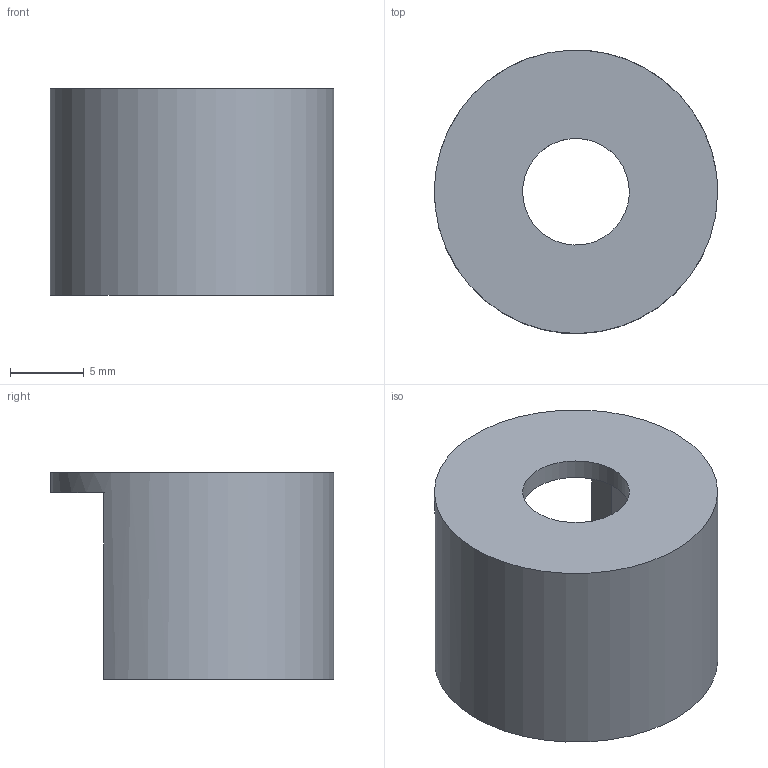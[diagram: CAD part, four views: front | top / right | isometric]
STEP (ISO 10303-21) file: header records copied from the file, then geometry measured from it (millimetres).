
FILE_DESCRIPTION(/* description */ (''),/* implementation_level */ '2;1');
FILE_NAME(/* name */ 'POTCover',/* time_stamp */ '2024-06-10T04:13:20+01:00',/* author */ (''),/* organization */ (''),/* preprocessor_version */ 'ST-DEVELOPER v16.5',/* originating_system */ 'Rhino 7.37',/* authorisation */ '');
FILE_SCHEMA (('CONFIG_CONTROL_DESIGN'));
Length unit declared in the file: millimetre
Products named in the file (1): Document
Bounding box: 19.2 x 19.19 x 14 mm (x, y, z)
Volume: 861.8 mm3; surface area: 1651.8 mm2
Topology: 1 solids, 1 shells, 9 faces, 21 edges, 14 vertices
Faces by surface type: plane 5, cylinder 4
Full cylindrical faces by diameter (mm): 7.223 x1, 19.2 x1
Entity records: 343 total; most frequent: CARTESIAN_POINT 111, ORIENTED_EDGE 42, EDGE_CURVE 21, VERTEX_POINT 14, DIRECTION 12, EDGE_LOOP 11, AXIS2_PLACEMENT_3D 10, ADVANCED_FACE 9
